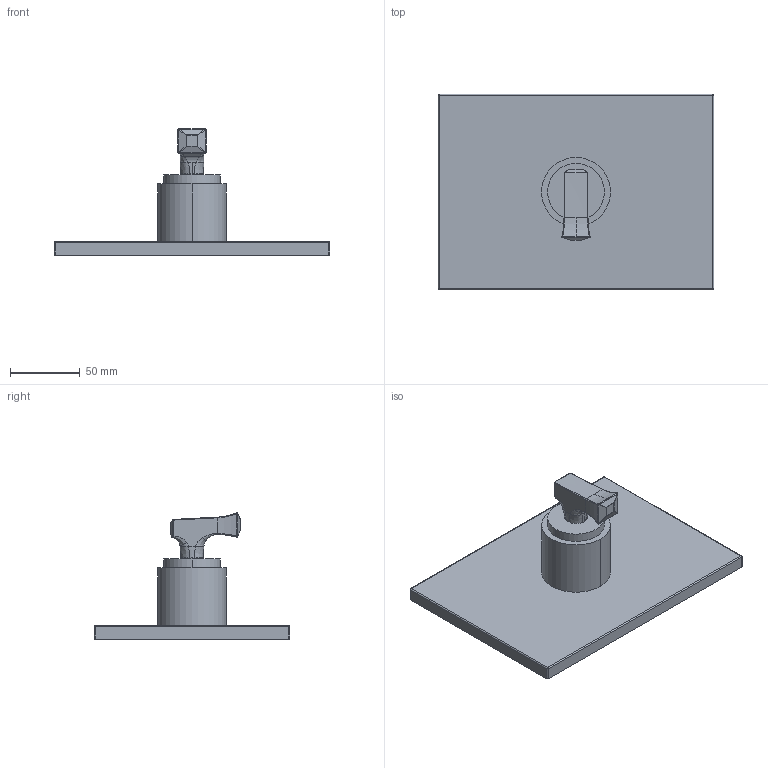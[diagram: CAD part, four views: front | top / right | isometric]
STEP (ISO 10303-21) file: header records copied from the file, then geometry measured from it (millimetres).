
FILE_DESCRIPTION((''),'2;1');
FILE_NAME('3-2574TS','2020-12-04T13:31:26',('jinson.thomas'),(''),'CREO PARAMETRIC BY PTC INC, 2018400','CREO PARAMETRIC BY PTC INC, 2018400','');
FILE_SCHEMA(('CONFIG_CONTROL_DESIGN'));
Length unit declared in the file: inch
Products named in the file (1): 3-2574TS
Bounding box: 196.85 x 139.7 x 90.18 mm (x, y, z)
Volume: 364770.3 mm3; surface area: 72450.3 mm2
Topology: 1 solids, 1 shells, 132 faces, 291 edges, 165 vertices
Faces by surface type: bspline 56, cylinder 36, plane 21, sphere 18, extrusion 1
Entity records: 5685 total; most frequent: CARTESIAN_POINT 3153, ORIENTED_EDGE 582, DIRECTION 413, EDGE_CURVE 291, AXIS2_PLACEMENT_3D 168, VERTEX_POINT 165, EDGE_LOOP 136, FACE_OUTER_BOUND 132
